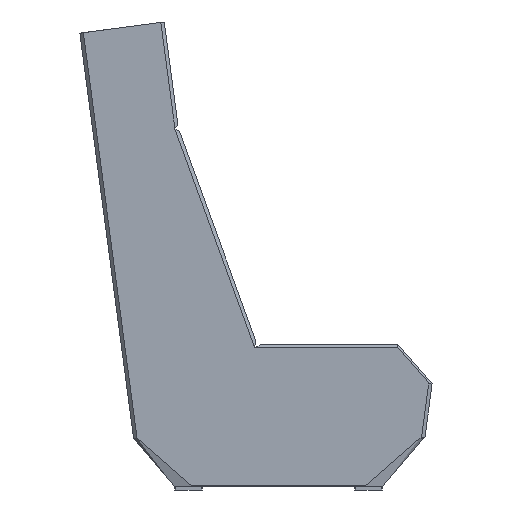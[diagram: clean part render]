
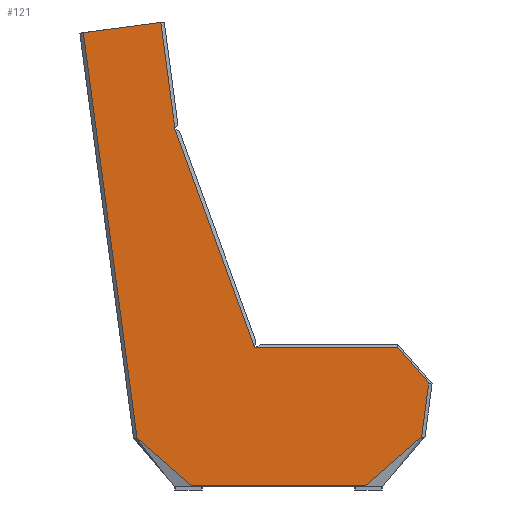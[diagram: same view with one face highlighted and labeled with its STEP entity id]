
A CAD part, left-side view. The second image highlights one B-rep face of the part: STEP entity #121.
In plain terms, the highlighted planar face has unit normal (-1, 0, 0).
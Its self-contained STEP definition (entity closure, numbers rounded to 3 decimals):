
#121=ADVANCED_FACE('',(#295),#2422,.T.);
#295=FACE_OUTER_BOUND('',#469,.T.);
#469=EDGE_LOOP('',(#949,#950,#951,#952,#953,#954,#955,#956,#957,#958,#959));
#949=ORIENTED_EDGE('',*,*,#1525,.F.);
#950=ORIENTED_EDGE('',*,*,#1526,.F.);
#951=ORIENTED_EDGE('',*,*,#1531,.F.);
#952=ORIENTED_EDGE('',*,*,#1530,.F.);
#953=ORIENTED_EDGE('',*,*,#1527,.F.);
#954=ORIENTED_EDGE('',*,*,#1540,.F.);
#955=ORIENTED_EDGE('',*,*,#1546,.F.);
#956=ORIENTED_EDGE('',*,*,#1556,.F.);
#957=ORIENTED_EDGE('',*,*,#1529,.F.);
#958=ORIENTED_EDGE('',*,*,#1528,.F.);
#959=ORIENTED_EDGE('',*,*,#1524,.F.);
#1524=EDGE_CURVE('',#2148,#2173,#1876,.T.);
#1525=EDGE_CURVE('',#2149,#2148,#1877,.T.);
#1526=EDGE_CURVE('',#2150,#2149,#1878,.T.);
#1527=EDGE_CURVE('',#2151,#2166,#1879,.T.);
#1528=EDGE_CURVE('',#2173,#2172,#1880,.T.);
#1529=EDGE_CURVE('',#2172,#2170,#1881,.T.);
#1530=EDGE_CURVE('',#2166,#2175,#1882,.T.);
#1531=EDGE_CURVE('',#2175,#2150,#1883,.T.);
#1540=EDGE_CURVE('',#2152,#2151,#1886,.T.);
#1546=EDGE_CURVE('',#2164,#2152,#1888,.T.);
#1556=EDGE_CURVE('',#2170,#2164,#1893,.T.);
#1876=(
BOUNDED_CURVE()
B_SPLINE_CURVE(2,(#5860,#5861,#5862),.UNSPECIFIED.,.F.,.F.)
B_SPLINE_CURVE_WITH_KNOTS((3,3),(3462.42,3966.545),
 .UNSPECIFIED.)
CURVE()
GEOMETRIC_REPRESENTATION_ITEM()
RATIONAL_B_SPLINE_CURVE((1.,1.,1.))
REPRESENTATION_ITEM('')
);
#1877=(
BOUNDED_CURVE()
B_SPLINE_CURVE(2,(#5863,#5864,#5865),.UNSPECIFIED.,.F.,.F.)
B_SPLINE_CURVE_WITH_KNOTS((3,3),(6430.074,6671.83),
 .UNSPECIFIED.)
CURVE()
GEOMETRIC_REPRESENTATION_ITEM()
RATIONAL_B_SPLINE_CURVE((1.,0.752,1.))
REPRESENTATION_ITEM('')
);
#1878=(
BOUNDED_CURVE()
B_SPLINE_CURVE(2,(#5866,#5867,#5868),.UNSPECIFIED.,.F.,.F.)
B_SPLINE_CURVE_WITH_KNOTS((3,3),(6423.469,6430.074),
 .UNSPECIFIED.)
CURVE()
GEOMETRIC_REPRESENTATION_ITEM()
RATIONAL_B_SPLINE_CURVE((1.,1.,1.))
REPRESENTATION_ITEM('')
);
#1879=(
BOUNDED_CURVE()
B_SPLINE_CURVE(2,(#5869,#5870,#5871),.UNSPECIFIED.,.F.,.F.)
B_SPLINE_CURVE_WITH_KNOTS((3,3),(6087.553,6094.554),
 .UNSPECIFIED.)
CURVE()
GEOMETRIC_REPRESENTATION_ITEM()
RATIONAL_B_SPLINE_CURVE((1.,1.,1.))
REPRESENTATION_ITEM('')
);
#1880=(
BOUNDED_CURVE()
B_SPLINE_CURVE(2,(#5872,#5873,#5874),.UNSPECIFIED.,.F.,.F.)
B_SPLINE_CURVE_WITH_KNOTS((3,3),(3966.545,4208.301),
 .UNSPECIFIED.)
CURVE()
GEOMETRIC_REPRESENTATION_ITEM()
RATIONAL_B_SPLINE_CURVE((1.,0.752,1.))
REPRESENTATION_ITEM('')
);
#1881=(
BOUNDED_CURVE()
B_SPLINE_CURVE(2,(#5875,#5876,#5877),.UNSPECIFIED.,.F.,.F.)
B_SPLINE_CURVE_WITH_KNOTS((3,3),(4208.301,5390.462),
 .UNSPECIFIED.)
CURVE()
GEOMETRIC_REPRESENTATION_ITEM()
RATIONAL_B_SPLINE_CURVE((1.,1.,1.))
REPRESENTATION_ITEM('')
);
#1882=(
BOUNDED_CURVE()
B_SPLINE_CURVE(2,(#5878,#5879,#5880,#5881,#5882),.UNSPECIFIED.,.F.,.F.)
B_SPLINE_CURVE_WITH_KNOTS((3,2,3),(6094.554,6179.682,6264.811),
 .UNSPECIFIED.)
CURVE()
GEOMETRIC_REPRESENTATION_ITEM()
RATIONAL_B_SPLINE_CURVE((1.,0.911,1.,0.911,1.))
REPRESENTATION_ITEM('')
);
#1883=(
BOUNDED_CURVE()
B_SPLINE_CURVE(2,(#5883,#5884,#5885),.UNSPECIFIED.,.F.,.F.)
B_SPLINE_CURVE_WITH_KNOTS((3,3),(6264.811,6423.469),
 .UNSPECIFIED.)
CURVE()
GEOMETRIC_REPRESENTATION_ITEM()
RATIONAL_B_SPLINE_CURVE((1.,1.,1.))
REPRESENTATION_ITEM('')
);
#1886=(
BOUNDED_CURVE()
B_SPLINE_CURVE(1,(#5932,#5933),.UNSPECIFIED.,.F.,.F.)
B_SPLINE_CURVE_WITH_KNOTS((2,2),(-665.458,7.001),
 .UNSPECIFIED.)
CURVE()
GEOMETRIC_REPRESENTATION_ITEM()
RATIONAL_B_SPLINE_CURVE((1.,1.))
REPRESENTATION_ITEM('')
);
#1888=(
BOUNDED_CURVE()
B_SPLINE_CURVE(1,(#6001,#6002),.UNSPECIFIED.,.F.,.F.)
B_SPLINE_CURVE_WITH_KNOTS((2,2),(-309.584,1.092),
 .UNSPECIFIED.)
CURVE()
GEOMETRIC_REPRESENTATION_ITEM()
RATIONAL_B_SPLINE_CURVE((1.,1.))
REPRESENTATION_ITEM('')
);
#1893=(
BOUNDED_CURVE()
B_SPLINE_CURVE(3,(#6066,#6067,#6068,#6069,#6070,#6071,#6072,#6073,#6074,
#6075,#6076,#6077,#6078,#6079,#6080),.UNSPECIFIED.,.F.,.F.)
B_SPLINE_CURVE_WITH_KNOTS((4,1,1,1,1,1,1,1,1,1,1,1,4),(-354.993,
-327.316,-299.64,-282.942,-266.245,
-232.85,-205.173,-177.497,-149.82,
-122.143,-88.748,-55.353,0.),
 .UNSPECIFIED.)
CURVE()
GEOMETRIC_REPRESENTATION_ITEM()
RATIONAL_B_SPLINE_CURVE((1.,1.,1.,1.,1.,1.,1.,1.,1.,1.,
1.,1.,1.,1.,1.))
REPRESENTATION_ITEM('')
);
#2148=VERTEX_POINT('',#5732);
#2149=VERTEX_POINT('',#5733);
#2150=VERTEX_POINT('',#5734);
#2151=VERTEX_POINT('',#5735);
#2152=VERTEX_POINT('',#5736);
#2164=VERTEX_POINT('',#5748);
#2166=VERTEX_POINT('',#5750);
#2170=VERTEX_POINT('',#5754);
#2172=VERTEX_POINT('',#5756);
#2173=VERTEX_POINT('',#5757);
#2175=VERTEX_POINT('',#5759);
#2422=PLANE('',#2616);
#2616=AXIS2_PLACEMENT_3D('',#4790,#2653,$);
#2653=DIRECTION('',(-1.,0.,0.));
#4790=CARTESIAN_POINT('',(-750.,-449.433,-2.509));
#5732=CARTESIAN_POINT('',(-750.,-252.063,12.));
#5733=CARTESIAN_POINT('',(-750.,-408.693,149.24));
#5734=CARTESIAN_POINT('',(-750.,-413.044,151.892));
#5735=CARTESIAN_POINT('',(-750.,69.053,411.));
#5736=CARTESIAN_POINT('',(-750.,299.157,1042.865));
#5748=CARTESIAN_POINT('',(-750.,339.977,1350.847));
#5750=CARTESIAN_POINT('',(-750.,-344.671,411.));
#5754=CARTESIAN_POINT('',(-750.,564.017,1321.153));
#5756=CARTESIAN_POINT('',(-750.,408.693,149.24));
#5757=CARTESIAN_POINT('',(-750.,252.062,12.));
#5759=CARTESIAN_POINT('',(-750.,-433.891,309.175));
#5860=CARTESIAN_POINT('',(-750.,-252.063,12.));
#5861=CARTESIAN_POINT('',(-750.,0.,12.));
#5862=CARTESIAN_POINT('',(-750.,252.062,12.));
#5863=CARTESIAN_POINT('',(-750.,-408.693,149.24));
#5864=CARTESIAN_POINT('',(-750.,-390.503,12.));
#5865=CARTESIAN_POINT('',(-750.,-252.063,12.));
#5866=CARTESIAN_POINT('',(-750.,-413.044,151.892));
#5867=CARTESIAN_POINT('',(-750.,-413.044,149.05));
#5868=CARTESIAN_POINT('',(-750.,-408.693,149.24));
#5869=CARTESIAN_POINT('',(-750.,69.053,411.));
#5870=CARTESIAN_POINT('',(-750.,-137.809,411.));
#5871=CARTESIAN_POINT('',(-750.,-344.671,411.));
#5872=CARTESIAN_POINT('',(-750.,252.062,12.));
#5873=CARTESIAN_POINT('',(-750.,390.503,12.));
#5874=CARTESIAN_POINT('',(-750.,408.693,149.24));
#5875=CARTESIAN_POINT('',(-750.,408.693,149.24));
#5876=CARTESIAN_POINT('',(-750.,486.355,735.197));
#5877=CARTESIAN_POINT('',(-750.,564.017,1321.153));
#5878=CARTESIAN_POINT('',(-750.,-344.671,411.));
#5879=CARTESIAN_POINT('',(-750.,-385.473,411.));
#5880=CARTESIAN_POINT('',(-750.,-412.362,380.312));
#5881=CARTESIAN_POINT('',(-750.,-439.252,349.623));
#5882=CARTESIAN_POINT('',(-750.,-433.891,309.175));
#5883=CARTESIAN_POINT('',(-750.,-433.891,309.175));
#5884=CARTESIAN_POINT('',(-750.,-423.467,230.533));
#5885=CARTESIAN_POINT('',(-750.,-413.044,151.892));
#5932=CARTESIAN_POINT('',(-750.,299.157,1042.865));
#5933=CARTESIAN_POINT('',(-750.,69.053,411.));
#6001=CARTESIAN_POINT('',(-750.,339.977,1350.847));
#6002=CARTESIAN_POINT('',(-750.,299.157,1042.865));
#6066=CARTESIAN_POINT('',(-750.,564.017,1321.153));
#6067=CARTESIAN_POINT('',(-750.,565.231,1330.299));
#6068=CARTESIAN_POINT('',(-750.,565.402,1348.887));
#6069=CARTESIAN_POINT('',(-750.,559.755,1372.419));
#6070=CARTESIAN_POINT('',(-750.,551.203,1390.953));
#6071=CARTESIAN_POINT('',(-750.,538.98,1409.635));
#6072=CARTESIAN_POINT('',(-750.,520.153,1427.867));
#6073=CARTESIAN_POINT('',(-750.,493.984,1442.132));
#6074=CARTESIAN_POINT('',(-750.,466.992,1449.149));
#6075=CARTESIAN_POINT('',(-750.,439.112,1449.402));
#6076=CARTESIAN_POINT('',(-750.,410.12,1442.455));
#6077=CARTESIAN_POINT('',(-750.,382.283,1427.018));
#6078=CARTESIAN_POINT('',(-750.,353.626,1397.471));
#6079=CARTESIAN_POINT('',(-750.,342.37,1369.145));
#6080=CARTESIAN_POINT('',(-750.,339.977,1350.847));
